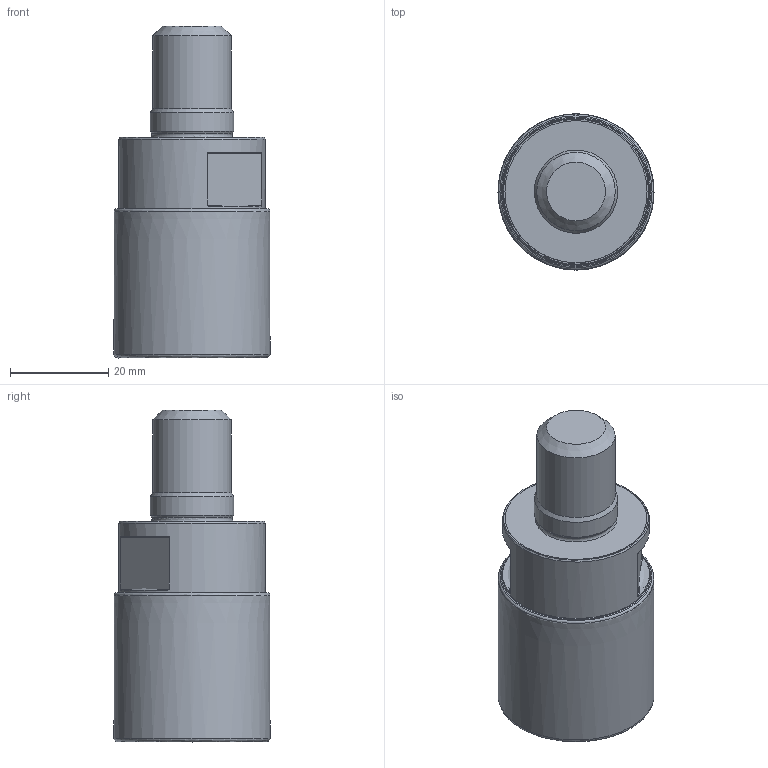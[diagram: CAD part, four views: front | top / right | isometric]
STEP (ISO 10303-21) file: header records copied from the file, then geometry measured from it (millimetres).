
FILE_DESCRIPTION(/* description */ (''),/* implementation_level */ '2;1');
FILE_NAME(/* name */ 'R217.69-1632.RE-029-XO16.2A_Basic.stp',/* time_stamp */ '2021-05-06T16:30:28+05:00',/* author */ (''),/* organization */ (''),/* preprocessor_version */ 'ST-DEVELOPER v16.7',/* originating_system */ 'SIEMENS PLM Software NX 12.0',/* authorisation */ '');
FILE_SCHEMA (('AUTOMOTIVE_DESIGN { 1 0 10303 214 3 1 1 1 }'));
Length unit declared in the file: millimetre
Products named in the file (4): CUT; NOCUT; ASSEMBLY_CONSTRUCTION; inpu43202796my82
Assembly tree (3 placements, depth 2):
  inpu43202796my82
    ASSEMBLY_CONSTRUCTION
    NOCUT
    CUT
Bounding box: 31.85 x 31.85 x 67.75 mm (x, y, z)
Volume: 56523.1 mm3; surface area: 12138.6 mm2
Topology: 2 solids, 2 shells, 52 faces, 113 edges, 79 vertices
Faces by surface type: revolution 16, cone 11, plane 10, torus 8, cylinder 7
Full cylindrical faces by diameter (mm): 16 x1, 16.994 x1, 30 x1
Entity records: 1806 total; most frequent: CARTESIAN_POINT 629, DIRECTION 220, ORIENTED_EDGE 130, AXIS2_PLACEMENT_3D 96, EDGE_LOOP 94, FACE_BOUND 82, EDGE_CURVE 65, VERTEX_POINT 57
